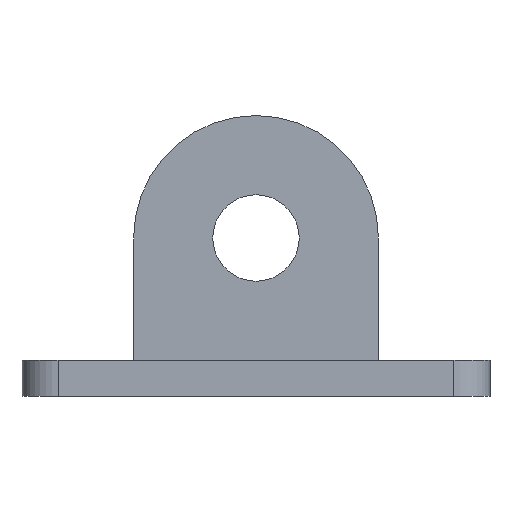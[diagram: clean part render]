
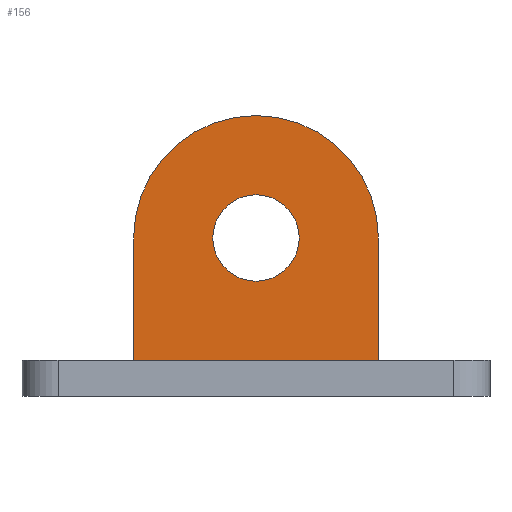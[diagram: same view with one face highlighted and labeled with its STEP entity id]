
A CAD part, front view. The second image highlights one B-rep face of the part: STEP entity #156.
In plain terms, the highlighted planar face has unit normal (0, -1, 0).
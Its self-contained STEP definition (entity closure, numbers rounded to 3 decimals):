
#32 = CARTESIAN_POINT ( 'NONE',  ( 17., -13., 22. ) ) ;
#35 = CARTESIAN_POINT ( 'NONE',  ( 17., -13., 5. ) ) ;
#48 = ORIENTED_EDGE ( 'NONE', *, *, #72, .F. ) ;
#49 = ORIENTED_EDGE ( 'NONE', *, *, #297, .T. ) ;
#72 = EDGE_CURVE ( 'NONE', #218, #392, #561, .T. ) ;
#91 = VECTOR ( 'NONE', #963, 1000. ) ;
#101 = VECTOR ( 'NONE', #548, 1000. ) ;
#156 = ADVANCED_FACE ( 'NONE', ( #333, #968 ), #971, .T. ) ;
#182 = DIRECTION ( 'NONE',  ( 0., 0., -1. ) ) ;
#197 = EDGE_CURVE ( 'NONE', #392, #570, #690, .T. ) ;
#213 = AXIS2_PLACEMENT_3D ( 'NONE', #620, #805, #626 ) ;
#218 = VERTEX_POINT ( 'NONE', #35 ) ;
#262 = CARTESIAN_POINT ( 'NONE',  ( 17., -13., 5. ) ) ;
#267 = VERTEX_POINT ( 'NONE', #32 ) ;
#270 = CARTESIAN_POINT ( 'NONE',  ( 0., -13., 28. ) ) ;
#282 = ORIENTED_EDGE ( 'NONE', *, *, #885, .F. ) ;
#297 = EDGE_CURVE ( 'NONE', #780, #623, #480, .T. ) ;
#310 = ORIENTED_EDGE ( 'NONE', *, *, #974, .T. ) ;
#314 = LINE ( 'NONE', #262, #397 ) ;
#333 = FACE_OUTER_BOUND ( 'NONE', #774, .T. ) ;
#369 = CARTESIAN_POINT ( 'NONE',  ( -17., -13., 5. ) ) ;
#370 = EDGE_LOOP ( 'NONE', ( #49, #310 ) ) ;
#392 = VERTEX_POINT ( 'NONE', #899 ) ;
#397 = VECTOR ( 'NONE', #182, 1000. ) ;
#480 = CIRCLE ( 'NONE', #213, 6. ) ;
#486 = AXIS2_PLACEMENT_3D ( 'NONE', #629, #719, #545 ) ;
#507 = CARTESIAN_POINT ( 'NONE',  ( 0., -13., 22. ) ) ;
#534 = CARTESIAN_POINT ( 'NONE',  ( 0., -13., 16. ) ) ;
#541 = AXIS2_PLACEMENT_3D ( 'NONE', #507, #765, #587 ) ;
#545 = DIRECTION ( 'NONE',  ( 0., 0., -1. ) ) ;
#548 = DIRECTION ( 'NONE',  ( 0., 0., 1. ) ) ;
#561 = LINE ( 'NONE', #369, #91 ) ;
#568 = CARTESIAN_POINT ( 'NONE',  ( 0., -13., 22. ) ) ;
#570 = VERTEX_POINT ( 'NONE', #998 ) ;
#587 = DIRECTION ( 'NONE',  ( 0., 0., -1. ) ) ;
#619 = EDGE_CURVE ( 'NONE', #267, #218, #314, .T. ) ;
#620 = CARTESIAN_POINT ( 'NONE',  ( 0., -13., 22. ) ) ;
#623 = VERTEX_POINT ( 'NONE', #270 ) ;
#626 = DIRECTION ( 'NONE',  ( 0., 0., 1. ) ) ;
#629 = CARTESIAN_POINT ( 'NONE',  ( 0., -13., 22. ) ) ;
#656 = CIRCLE ( 'NONE', #541, 17. ) ;
#690 = LINE ( 'NONE', #1069, #101 ) ;
#719 = DIRECTION ( 'NONE',  ( 0., -1., 0. ) ) ;
#762 = DIRECTION ( 'NONE',  ( 0., 0., 1. ) ) ;
#765 = DIRECTION ( 'NONE',  ( 0., 1., 0. ) ) ;
#774 = EDGE_LOOP ( 'NONE', ( #903, #48, #1089, #282 ) ) ;
#780 = VERTEX_POINT ( 'NONE', #534 ) ;
#805 = DIRECTION ( 'NONE',  ( 0., 1., 0. ) ) ;
#885 = EDGE_CURVE ( 'NONE', #570, #267, #656, .T. ) ;
#899 = CARTESIAN_POINT ( 'NONE',  ( -17., -13., 5. ) ) ;
#903 = ORIENTED_EDGE ( 'NONE', *, *, #197, .F. ) ;
#928 = DIRECTION ( 'NONE',  ( 0., 1., 0. ) ) ;
#963 = DIRECTION ( 'NONE',  ( -1., 0., 0. ) ) ;
#968 = FACE_BOUND ( 'NONE', #370, .T. ) ;
#971 = PLANE ( 'NONE',  #486 ) ;
#974 = EDGE_CURVE ( 'NONE', #623, #780, #1080, .T. ) ;
#998 = CARTESIAN_POINT ( 'NONE',  ( -17., -13., 22. ) ) ;
#1069 = CARTESIAN_POINT ( 'NONE',  ( -17., -13., 5. ) ) ;
#1080 = CIRCLE ( 'NONE', #1103, 6. ) ;
#1089 = ORIENTED_EDGE ( 'NONE', *, *, #619, .F. ) ;
#1103 = AXIS2_PLACEMENT_3D ( 'NONE', #568, #928, #762 ) ;
